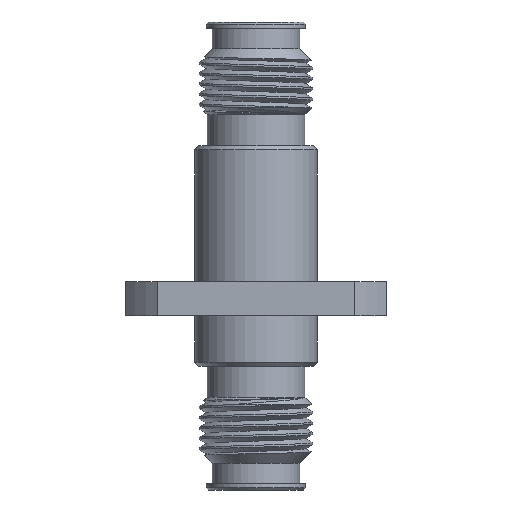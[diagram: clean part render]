
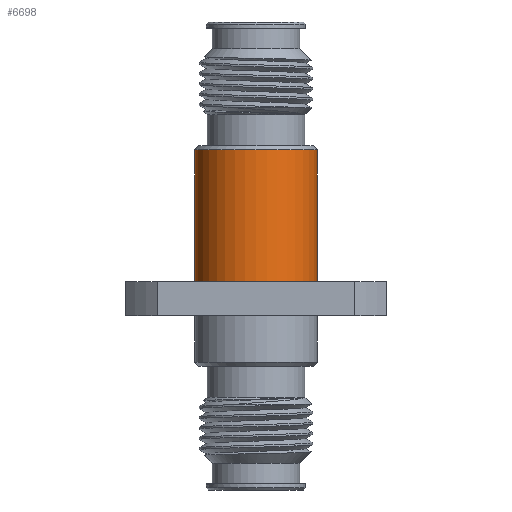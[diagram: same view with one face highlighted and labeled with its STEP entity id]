
A CAD part, front view. The second image highlights one B-rep face of the part: STEP entity #6698.
In plain terms, the highlighted cylindrical face has radius 2.975 mm (diameter 5.95 mm), a partial arc.
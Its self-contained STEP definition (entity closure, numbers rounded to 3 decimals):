
#108 = ORIENTED_EDGE ( 'NONE', *, *, #4250, .T. ) ;
#201 = CYLINDRICAL_SURFACE ( 'NONE', #588, 2.975 ) ;
#588 = AXIS2_PLACEMENT_3D ( 'NONE', #3864, #6472, #2904 ) ;
#1094 = VECTOR ( 'NONE', #3781, 1000. ) ;
#1137 = CARTESIAN_POINT ( 'NONE',  ( 2.975, 0., -1.25 ) ) ;
#1167 = CIRCLE ( 'NONE', #3496, 2.975 ) ;
#1239 = DIRECTION ( 'NONE',  ( 0., 0., -1. ) ) ;
#1813 = CIRCLE ( 'NONE', #2836, 2.975 ) ;
#1951 = DIRECTION ( 'NONE',  ( 1., 0., 0. ) ) ;
#2059 = LINE ( 'NONE', #3257, #1094 ) ;
#2062 = ORIENTED_EDGE ( 'NONE', *, *, #5934, .T. ) ;
#2201 = VERTEX_POINT ( 'NONE', #5927 ) ;
#2327 = CARTESIAN_POINT ( 'NONE',  ( 0., 0., 5.15 ) ) ;
#2415 = DIRECTION ( 'NONE',  ( 1., 0., 0. ) ) ;
#2565 = ORIENTED_EDGE ( 'NONE', *, *, #5671, .F. ) ;
#2603 = CARTESIAN_POINT ( 'NONE',  ( -2.975, 0., 5.15 ) ) ;
#2613 = LINE ( 'NONE', #1137, #5775 ) ;
#2836 = AXIS2_PLACEMENT_3D ( 'NONE', #2327, #1239, #1951 ) ;
#2904 = DIRECTION ( 'NONE',  ( 1., 0., 0. ) ) ;
#3257 = CARTESIAN_POINT ( 'NONE',  ( -2.975, 0., -1.25 ) ) ;
#3471 = EDGE_LOOP ( 'NONE', ( #2565, #3578, #2062, #108 ) ) ;
#3496 = AXIS2_PLACEMENT_3D ( 'NONE', #4517, #4989, #2415 ) ;
#3545 = CARTESIAN_POINT ( 'NONE',  ( 2.975, 0., 5.15 ) ) ;
#3578 = ORIENTED_EDGE ( 'NONE', *, *, #6275, .T. ) ;
#3781 = DIRECTION ( 'NONE',  ( 0., 0., 1. ) ) ;
#3864 = CARTESIAN_POINT ( 'NONE',  ( 0., 0., -1.25 ) ) ;
#4135 = FACE_OUTER_BOUND ( 'NONE', #3471, .T. ) ;
#4250 = EDGE_CURVE ( 'NONE', #5111, #4734, #1813, .T. ) ;
#4517 = CARTESIAN_POINT ( 'NONE',  ( 0., 0., -1.25 ) ) ;
#4734 = VERTEX_POINT ( 'NONE', #2603 ) ;
#4754 = DIRECTION ( 'NONE',  ( 0., 0., 1. ) ) ;
#4989 = DIRECTION ( 'NONE',  ( 0., 0., 1. ) ) ;
#5111 = VERTEX_POINT ( 'NONE', #3545 ) ;
#5372 = CARTESIAN_POINT ( 'NONE',  ( 2.975, 0., -1.25 ) ) ;
#5490 = VERTEX_POINT ( 'NONE', #5372 ) ;
#5671 = EDGE_CURVE ( 'NONE', #2201, #4734, #2059, .T. ) ;
#5775 = VECTOR ( 'NONE', #4754, 1000. ) ;
#5927 = CARTESIAN_POINT ( 'NONE',  ( -2.975, 0., -1.25 ) ) ;
#5934 = EDGE_CURVE ( 'NONE', #5490, #5111, #2613, .T. ) ;
#6275 = EDGE_CURVE ( 'NONE', #2201, #5490, #1167, .T. ) ;
#6472 = DIRECTION ( 'NONE',  ( 0., 0., 1. ) ) ;
#6698 = ADVANCED_FACE ( 'NONE', ( #4135 ), #201, .T. ) ;
